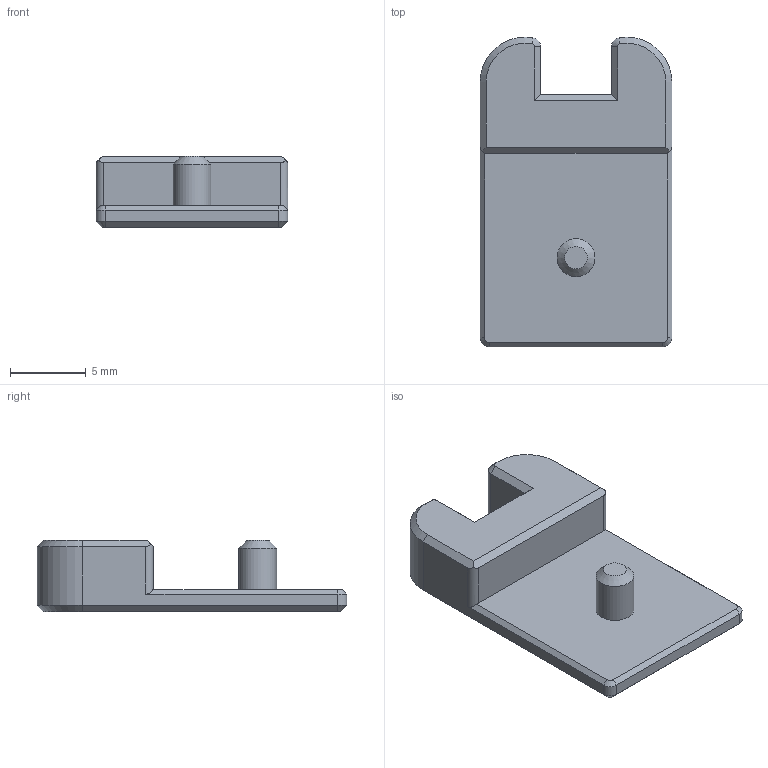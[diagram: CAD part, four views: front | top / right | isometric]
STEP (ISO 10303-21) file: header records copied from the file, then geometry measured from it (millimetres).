
FILE_DESCRIPTION(/* description */ (''),/* implementation_level */ '2;1');
FILE_NAME(/* name */ 'languette pour ressort D4.5mm.step',/* time_stamp */ '2023-06-03T22:14:38+02:00',/* author */ (''),/* organization */ (''),/* preprocessor_version */ 'ST-DEVELOPER v19.2',/* originating_system */ 'Autodesk Translation Framework v12.6.0.85',/* authorisation */ '');
FILE_SCHEMA (('AUTOMOTIVE_DESIGN { 1 0 10303 214 3 1 1 }'));
Length unit declared in the file: millimetre
Products named in the file (2): QD Plate home made; languette
Assembly tree (1 placements, depth 2):
  QD Plate home made
    languette
Bounding box: 12.7 x 20.5 x 4.7 mm (x, y, z)
Volume: 596 mm3; surface area: 713.1 mm2
Topology: 1 solids, 1 shells, 48 faces, 110 edges, 65 vertices
Faces by surface type: plane 26, cone 13, cylinder 9
Full cylindrical faces by diameter (mm): 2.5 x1
Entity records: 1431 total; most frequent: DIRECTION 247, CARTESIAN_POINT 226, ORIENTED_EDGE 220, EDGE_CURVE 110, AXIS2_PLACEMENT_3D 86, LINE 75, VECTOR 75, VERTEX_POINT 65
